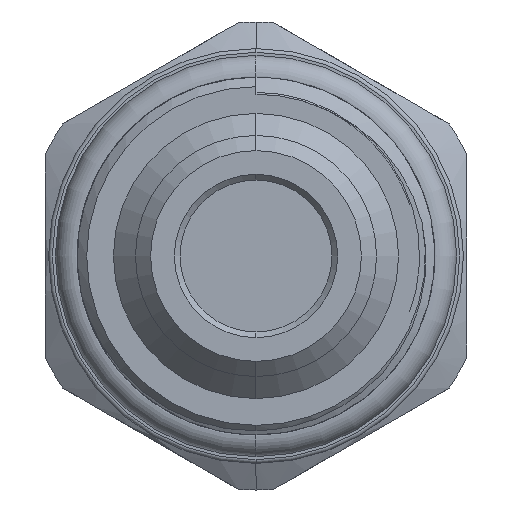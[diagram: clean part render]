
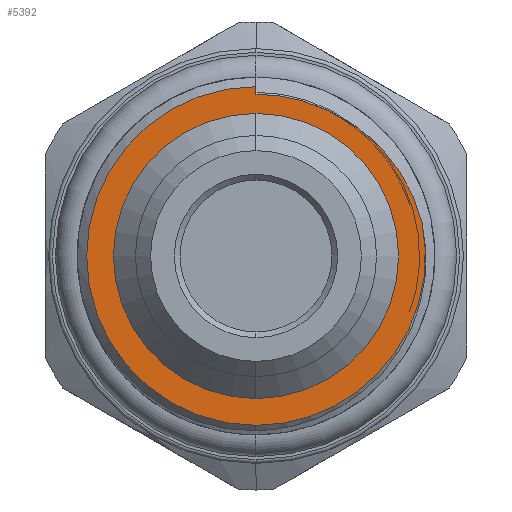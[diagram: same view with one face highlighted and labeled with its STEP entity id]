
A CAD part, left-side view. The second image highlights one B-rep face of the part: STEP entity #5392.
In plain terms, the highlighted planar face has unit normal (-1, 0, 0).
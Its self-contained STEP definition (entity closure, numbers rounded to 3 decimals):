
#1 = CARTESIAN_POINT ( 'NONE',  ( 0., -5.414, 6.711 ) ) ;
#13 = PLANE ( 'NONE',  #3385 ) ;
#135 = CARTESIAN_POINT ( 'NONE',  ( 0., -8.748, 1.742 ) ) ;
#197 = ORIENTED_EDGE ( 'NONE', *, *, #3355, .T. ) ;
#226 = DIRECTION ( 'NONE',  ( -1., 0., 0. ) ) ;
#279 = CARTESIAN_POINT ( 'NONE',  ( 0., 0., 0. ) ) ;
#387 = VERTEX_POINT ( 'NONE', #4690 ) ;
#407 = AXIS2_PLACEMENT_3D ( 'NONE', #2901, #5511, #3518 ) ;
#448 = CARTESIAN_POINT ( 'NONE',  ( 0., -5.83, 6.41 ) ) ;
#515 = CARTESIAN_POINT ( 'NONE',  ( 0., -4.611, 7.253 ) ) ;
#645 = VERTEX_POINT ( 'NONE', #3485 ) ;
#698 = CARTESIAN_POINT ( 'NONE',  ( 0., 0., 0. ) ) ;
#811 = ORIENTED_EDGE ( 'NONE', *, *, #5772, .T. ) ;
#994 = AXIS2_PLACEMENT_3D ( 'NONE', #1632, #2111, #3242 ) ;
#1086 = DIRECTION ( 'NONE',  ( 0., 0., 1. ) ) ;
#1225 = VERTEX_POINT ( 'NONE', #135 ) ;
#1271 = DIRECTION ( 'NONE',  ( 0., 0., -1. ) ) ;
#1292 = DIRECTION ( 'NONE',  ( -1., 0., 0. ) ) ;
#1442 = CARTESIAN_POINT ( 'NONE',  ( 0., 0., 7.51 ) ) ;
#1519 = CARTESIAN_POINT ( 'NONE',  ( 0., 0., -8.92 ) ) ;
#1632 = CARTESIAN_POINT ( 'NONE',  ( 0., 0., 0. ) ) ;
#1768 = VECTOR ( 'NONE', #3719, 1000. ) ;
#1833 = FACE_BOUND ( 'NONE', #5003, .T. ) ;
#1836 = CARTESIAN_POINT ( 'NONE',  ( 0., 0., 8.522 ) ) ;
#1928 = VERTEX_POINT ( 'NONE', #5921 ) ;
#1938 = CARTESIAN_POINT ( 'NONE',  ( 0., -1.922, 8.324 ) ) ;
#2057 = ORIENTED_EDGE ( 'NONE', *, *, #2884, .T. ) ;
#2111 = DIRECTION ( 'NONE',  ( 1., 0., 0. ) ) ;
#2354 = AXIS2_PLACEMENT_3D ( 'NONE', #698, #226, #2714 ) ;
#2355 = CARTESIAN_POINT ( 'NONE',  ( 0., -8.46, 2.712 ) ) ;
#2540 = CARTESIAN_POINT ( 'NONE',  ( 0., -8.15, 3.414 ) ) ;
#2561 = CIRCLE ( 'NONE', #4279, 8.92 ) ;
#2635 = FACE_OUTER_BOUND ( 'NONE', #4756, .T. ) ;
#2705 = EDGE_CURVE ( 'NONE', #1928, #4693, #2885, .T. ) ;
#2714 = DIRECTION ( 'NONE',  ( 0., 0., -1. ) ) ;
#2839 = CARTESIAN_POINT ( 'NONE',  ( 0., -8.625, 2.233 ) ) ;
#2874 = LINE ( 'NONE', #5744, #1768 ) ;
#2884 = EDGE_CURVE ( 'NONE', #645, #3359, #5505, .T. ) ;
#2885 = CIRCLE ( 'NONE', #994, 7.51 ) ;
#2901 = CARTESIAN_POINT ( 'NONE',  ( 0., 0., 0. ) ) ;
#3052 = CARTESIAN_POINT ( 'NONE',  ( 0., -6.217, 6.072 ) ) ;
#3242 = DIRECTION ( 'NONE',  ( 0., 0., 1. ) ) ;
#3306 = ORIENTED_EDGE ( 'NONE', *, *, #5883, .T. ) ;
#3355 = EDGE_CURVE ( 'NONE', #1225, #645, #4883, .T. ) ;
#3359 = VERTEX_POINT ( 'NONE', #1836 ) ;
#3360 = CARTESIAN_POINT ( 'NONE',  ( 0., -5.021, 6.995 ) ) ;
#3385 = AXIS2_PLACEMENT_3D ( 'NONE', #6109, #4711, #1086 ) ;
#3485 = CARTESIAN_POINT ( 'NONE',  ( 0., -5.414, 6.711 ) ) ;
#3505 = CARTESIAN_POINT ( 'NONE',  ( 0., 0., 8.522 ) ) ;
#3518 = DIRECTION ( 'NONE',  ( 0., 0., 1. ) ) ;
#3566 = CARTESIAN_POINT ( 'NONE',  ( 0., -0.966, 8.482 ) ) ;
#3606 = EDGE_CURVE ( 'NONE', #387, #3906, #5295, .T. ) ;
#3719 = DIRECTION ( 'NONE',  ( 0., 0., 1. ) ) ;
#3906 = VERTEX_POINT ( 'NONE', #1519 ) ;
#3964 = CARTESIAN_POINT ( 'NONE',  ( 0., -5.414, 6.711 ) ) ;
#4041 = EDGE_CURVE ( 'NONE', #3359, #387, #2874, .T. ) ;
#4148 = ORIENTED_EDGE ( 'NONE', *, *, #2705, .T. ) ;
#4216 = ORIENTED_EDGE ( 'NONE', *, *, #3606, .T. ) ;
#4279 = AXIS2_PLACEMENT_3D ( 'NONE', #279, #1292, #1271 ) ;
#4306 = CARTESIAN_POINT ( 'NONE',  ( 0., -8.748, 1.742 ) ) ;
#4690 = CARTESIAN_POINT ( 'NONE',  ( 0., 0., 8.92 ) ) ;
#4693 = VERTEX_POINT ( 'NONE', #1442 ) ;
#4711 = DIRECTION ( 'NONE',  ( -1., 0., 0. ) ) ;
#4749 = ORIENTED_EDGE ( 'NONE', *, *, #4041, .T. ) ;
#4756 = EDGE_LOOP ( 'NONE', ( #2057, #4749, #4216, #811, #197 ) ) ;
#4883 = B_SPLINE_CURVE_WITH_KNOTS ( 'NONE', 3,
 ( #4306, #2839, #2355, #2540, #5558, #5055, #6608, #6073, #6587, #3052, #448, #1 ),
 .UNSPECIFIED., .F., .F.,
 ( 4, 2, 2, 2, 2, 4 ),
 ( 0.013, 0.015, 0.016, 0.016, 0.018, 0.019 ),
 .UNSPECIFIED. ) ;
#4993 = CARTESIAN_POINT ( 'NONE',  ( 0., -2.394, 8.205 ) ) ;
#5003 = EDGE_LOOP ( 'NONE', ( #4148, #3306 ) ) ;
#5055 = CARTESIAN_POINT ( 'NONE',  ( 0., -7.792, 4.089 ) ) ;
#5085 = CARTESIAN_POINT ( 'NONE',  ( 0., -0.485, 8.522 ) ) ;
#5295 = CIRCLE ( 'NONE', #2354, 8.92 ) ;
#5392 = ADVANCED_FACE ( 'NONE', ( #1833, #2635 ), #13, .T. ) ;
#5505 = B_SPLINE_CURVE_WITH_KNOTS ( 'NONE', 3,
 ( #3964, #3360, #515, #6547, #6565, #4993, #1938, #3566, #5085, #3505 ),
 .UNSPECIFIED., .F., .F.,
 ( 4, 2, 2, 2, 4 ),
 ( 0., 0.001, 0.003, 0.004, 0.006 ),
 .UNSPECIFIED. ) ;
#5511 = DIRECTION ( 'NONE',  ( 1., 0., 0. ) ) ;
#5558 = CARTESIAN_POINT ( 'NONE',  ( 0., -8.036, 3.644 ) ) ;
#5744 = CARTESIAN_POINT ( 'NONE',  ( 0., 0., 0. ) ) ;
#5749 = CIRCLE ( 'NONE', #407, 7.51 ) ;
#5772 = EDGE_CURVE ( 'NONE', #3906, #1225, #2561, .T. ) ;
#5883 = EDGE_CURVE ( 'NONE', #4693, #1928, #5749, .T. ) ;
#5921 = CARTESIAN_POINT ( 'NONE',  ( 0., 0., -7.51 ) ) ;
#6073 = CARTESIAN_POINT ( 'NONE',  ( 0., -7.242, 4.938 ) ) ;
#6109 = CARTESIAN_POINT ( 'NONE',  ( 0., -4.179, 0. ) ) ;
#6547 = CARTESIAN_POINT ( 'NONE',  ( 0., -3.756, 7.703 ) ) ;
#6565 = CARTESIAN_POINT ( 'NONE',  ( 0., -3.309, 7.896 ) ) ;
#6587 = CARTESIAN_POINT ( 'NONE',  ( 0., -6.926, 5.333 ) ) ;
#6608 = CARTESIAN_POINT ( 'NONE',  ( 0., -7.661, 4.306 ) ) ;
